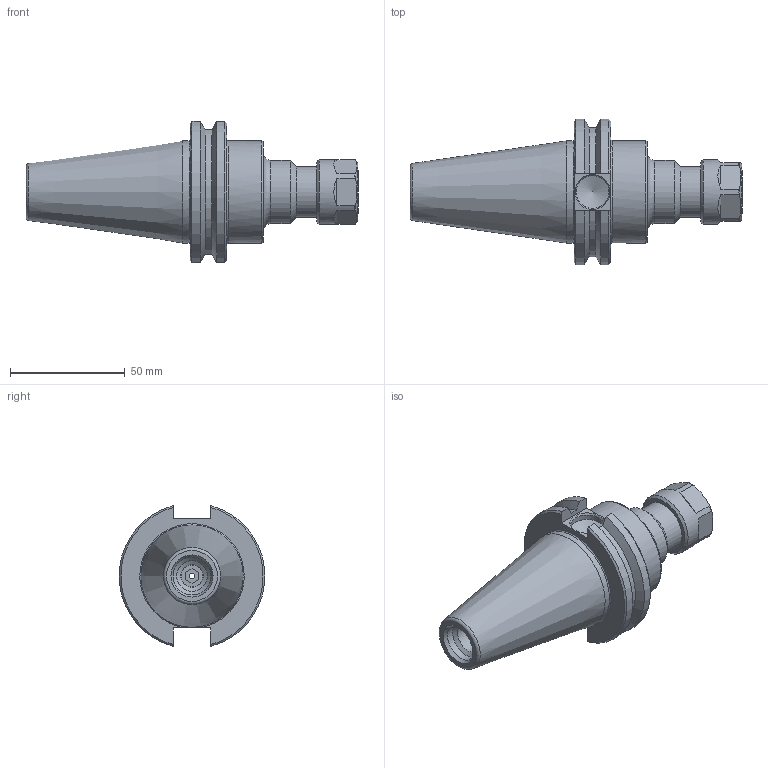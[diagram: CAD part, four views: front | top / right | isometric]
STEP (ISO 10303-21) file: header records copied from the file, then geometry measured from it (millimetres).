
FILE_DESCRIPTION((''),'2;1');
FILE_NAME('C40-16ER3.stp','2014-07-23T15:58:08',('kaykin'),(''),'Autodesk Inventor 2012','Autodesk Inventor 2012','');
FILE_SCHEMA(('AUTOMOTIVE_DESIGN { 1 0 10303 214 1 1 1 1 }'));
Length unit declared in the file: inch
Products named in the file (4): C40-16ER3; C40-16ER3-1; 16ERHN; BS-20
Assembly tree (3 placements, depth 2):
  C40-16ER3
    C40-16ER3-1
    16ERHN
    BS-20
Bounding box: 144.46 x 63.26 x 61.38 mm (x, y, z)
Volume: 142377.8 mm3; surface area: 29795.8 mm2
Topology: 3 solids, 3 shells, 101 faces, 244 edges, 155 vertices
Faces by surface type: plane 39, cone 26, cylinder 25, torus 11
Full cylindrical faces by diameter (mm): 2.286 x1, 9.462 x1, 9.728 x1, 10.973 x1, 11.176 x1, 12.9 x1, 13.386 x1, 14.3 x1, 16.459 x1, 16.8 x1, 18.4 x1, 20.5 x1, 22 x1, 23 x1, 27.432 x1, 28 x1, 44.45 x2
Entity records: 2916 total; most frequent: CARTESIAN_POINT 641, DIRECTION 462, ORIENTED_EDGE 386, AXIS2_PLACEMENT_3D 197, EDGE_CURVE 193, EDGE_LOOP 154, VERTEX_POINT 145, FACE_OUTER_BOUND 101
